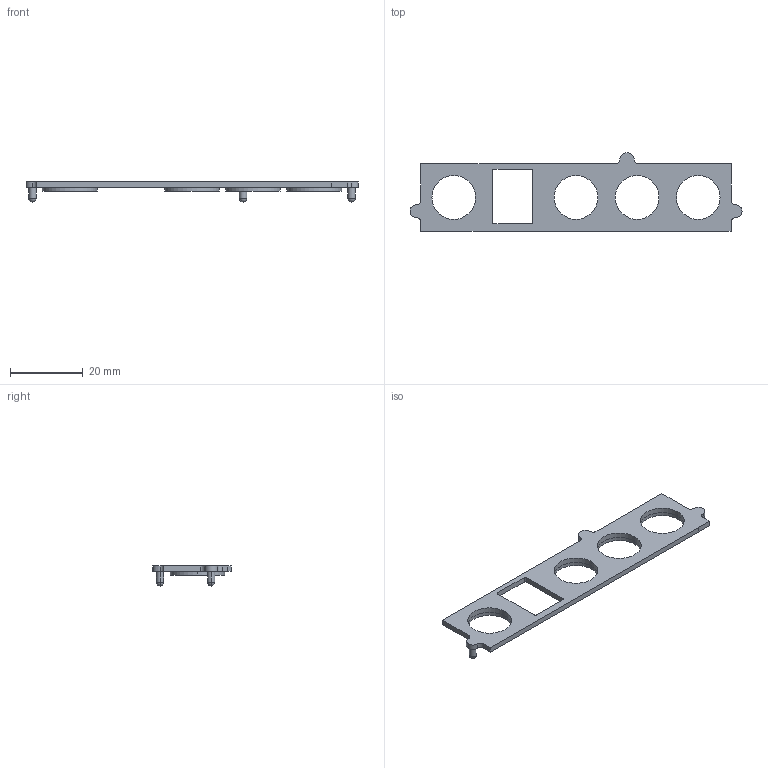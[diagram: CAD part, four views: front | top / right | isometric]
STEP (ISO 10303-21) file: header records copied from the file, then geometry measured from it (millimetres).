
FILE_DESCRIPTION(('CATIA V5 STEP Exchange'),'2;1');
FILE_NAME('plaque compteur.stp','2022-02-14T11:22:32+00:00',('none'),('none'),'CATIA Version 5 Release 17 (IN-10)','CATIA V5 STEP AP203','none');
FILE_SCHEMA(('CONFIG_CONTROL_DESIGN'));
Length unit declared in the file: millimetre
Products named in the file (1): Part1
Bounding box: 91 x 21.5 x 5.5 mm (x, y, z)
Volume: 1765.4 mm3; surface area: 3002.9 mm2
Topology: 1 solids, 1 shells, 70 faces, 178 edges, 111 vertices
Faces by surface type: cylinder 44, plane 20, sphere 6
Entity records: 1945 total; most frequent: ORIENTED_EDGE 344, CARTESIAN_POINT 329, DIRECTION 262, EDGE_CURVE 172, AXIS2_PLACEMENT_3D 132, VERTEX_POINT 111, EDGE_LOOP 87, VECTOR 86
